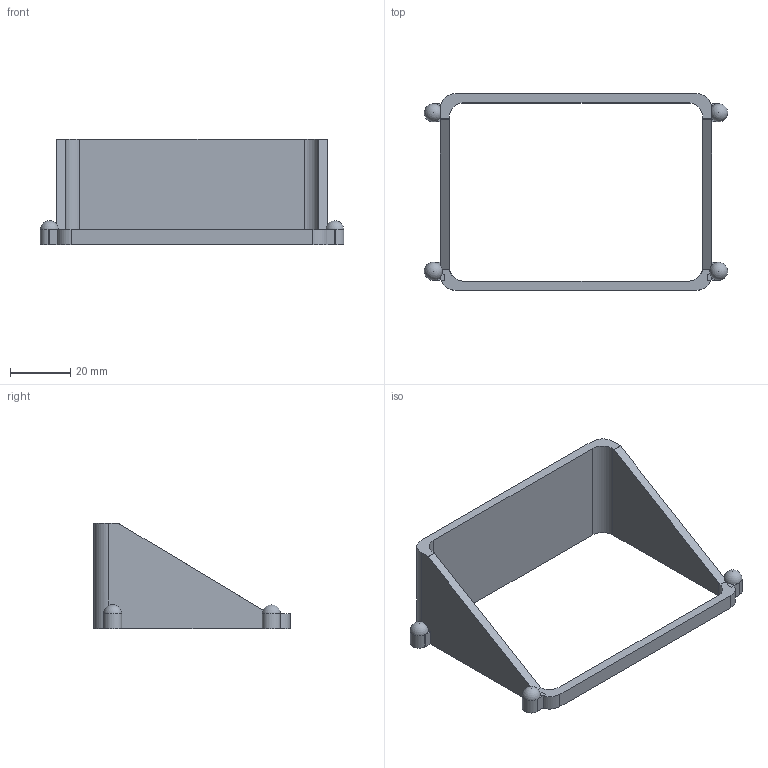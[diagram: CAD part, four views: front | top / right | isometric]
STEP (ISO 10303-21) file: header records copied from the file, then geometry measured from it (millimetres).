
FILE_DESCRIPTION(('FreeCAD Model'),'2;1');
FILE_NAME( 'OOK48 SunShadeV2.step', '2025-10-10T09:42:09',('Author'),(''), 'Open CASCADE STEP processor 7.3','FreeCAD','Unknown');
FILE_SCHEMA(('AUTOMOTIVE_DESIGN { 1 0 10303 214 1 1 1 1 }'));
Length unit declared in the file: millimetre
Products named in the file (1): Fusion015
Bounding box: 100.49 x 65 x 35 mm (x, y, z)
Volume: 18706 mm3; surface area: 13999.2 mm2
Topology: 1 solids, 1 shells, 131 faces, 330 edges, 196 vertices
Faces by surface type: plane 105, cylinder 18, sphere 8
Full cylindrical faces by diameter (mm): 1.5 x4
Entity records: 9125 total; most frequent: CARTESIAN_POINT 1708, DIRECTION 1237, ORIENTED_EDGE 644, PCURVE 644, DEFINITIONAL_REPRESENTATION 644, LINE 617, VECTOR 617, EDGE_CURVE 322
